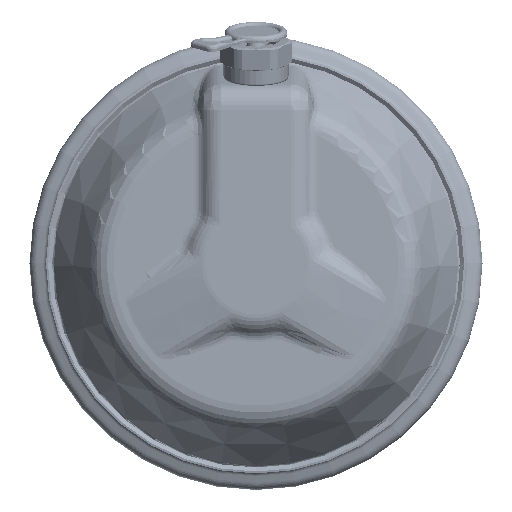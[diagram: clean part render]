
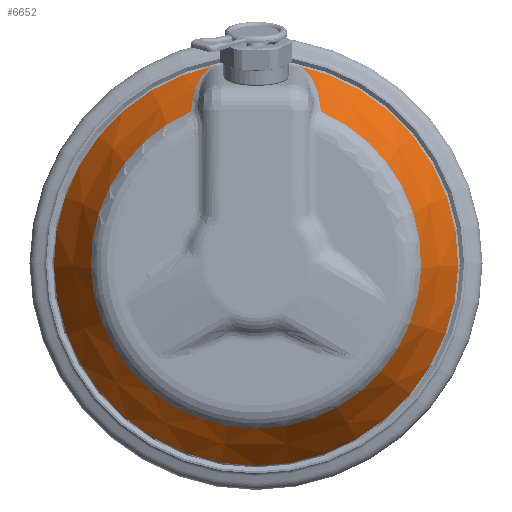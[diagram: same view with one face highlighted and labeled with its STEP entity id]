
A CAD part, front view. The second image highlights one B-rep face of the part: STEP entity #6652.
In plain terms, the highlighted conical face has half-angle 30 degrees and reference radius 66.333 mm.
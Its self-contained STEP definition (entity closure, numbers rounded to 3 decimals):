
#43=CARTESIAN_POINT('',(0.,0.,-3.75));
#44=DIRECTION('',(0.,0.,-1.));
#45=DIRECTION('',(0.,1.,0.));
#46=AXIS2_PLACEMENT_3D('',#43,#44,#45);
#52=CARTESIAN_POINT('',(0.,0.,-3.75));
#53=DIRECTION('',(0.,0.,-1.));
#54=DIRECTION('',(-0.198,-0.98,0.));
#55=AXIS2_PLACEMENT_3D('',#52,#53,#54);
#60=CARTESIAN_POINT('',(-14.415,-71.564,-3.75));
#61=CARTESIAN_POINT('',(-14.697,-71.48,-3.795));
#62=CARTESIAN_POINT('',(-15.297,-71.305,-3.88));
#63=CARTESIAN_POINT('',(-16.171,-70.879,-4.275));
#64=CARTESIAN_POINT('',(-17.012,-70.34,-4.85));
#65=CARTESIAN_POINT('',(-17.81,-69.687,-5.614));
#66=CARTESIAN_POINT('',(-18.561,-68.933,-6.547));
#67=CARTESIAN_POINT('',(-19.264,-68.083,-7.641));
#68=CARTESIAN_POINT('',(-19.927,-67.133,-8.904));
#69=CARTESIAN_POINT('',(-20.543,-66.086,-10.327));
#70=CARTESIAN_POINT('',(-21.112,-64.946,-11.911));
#71=CARTESIAN_POINT('',(-21.635,-63.7,-13.673));
#72=CARTESIAN_POINT('',(-22.11,-62.343,-15.624));
#73=CARTESIAN_POINT('',(-22.532,-60.867,-17.779));
#74=CARTESIAN_POINT('',(-22.892,-59.266,-20.151));
#75=CARTESIAN_POINT('',(-23.187,-57.532,-22.759));
#76=CARTESIAN_POINT('',(-23.322,-56.28,-24.675));
#77=CARTESIAN_POINT('',(-23.383,-55.628,-25.674));
#82=CARTESIAN_POINT('',(0.,0.,-26.85));
#83=DIRECTION('',(0.,0.,-1.));
#84=DIRECTION('',(-0.392,-0.92,0.));
#85=AXIS2_PLACEMENT_3D('',#82,#83,#84);
#125=CARTESIAN_POINT('',(23.383,-55.628,-25.675));
#126=CARTESIAN_POINT('',(23.365,-55.837,-25.353));
#127=CARTESIAN_POINT('',(23.323,-56.285,-24.665));
#128=CARTESIAN_POINT('',(23.235,-57.056,-23.489));
#129=CARTESIAN_POINT('',(23.118,-57.906,-22.199));
#130=CARTESIAN_POINT('',(22.965,-58.824,-20.816));
#131=CARTESIAN_POINT('',(22.773,-59.798,-19.363));
#132=CARTESIAN_POINT('',(22.537,-60.812,-17.863));
#133=CARTESIAN_POINT('',(22.253,-61.853,-16.338));
#134=CARTESIAN_POINT('',(21.918,-62.906,-14.812));
#135=CARTESIAN_POINT('',(21.529,-63.957,-13.308));
#136=CARTESIAN_POINT('',(21.087,-64.992,-11.848));
#137=CARTESIAN_POINT('',(20.589,-65.995,-10.453));
#138=CARTESIAN_POINT('',(20.036,-66.954,-9.145));
#139=CARTESIAN_POINT('',(19.436,-67.848,-7.951));
#140=CARTESIAN_POINT('',(18.806,-68.649,-6.91));
#141=CARTESIAN_POINT('',(18.158,-69.35,-6.028));
#142=CARTESIAN_POINT('',(17.491,-69.959,-5.292));
#143=CARTESIAN_POINT('',(16.794,-70.488,-4.688));
#144=CARTESIAN_POINT('',(16.043,-70.947,-4.208));
#145=CARTESIAN_POINT('',(15.228,-71.323,-3.874));
#146=CARTESIAN_POINT('',(14.675,-71.499,-3.771));
#147=CARTESIAN_POINT('',(14.398,-71.567,-3.75));
#198=CARTESIAN_POINT('',(23.398,-54.885,-26.85));
#199=CARTESIAN_POINT('',(23.401,-54.967,-26.718));
#200=CARTESIAN_POINT('',(23.405,-55.13,-26.454));
#201=CARTESIAN_POINT('',(23.4,-55.386,-26.05));
#202=CARTESIAN_POINT('',(23.389,-55.548,-25.798));
#203=CARTESIAN_POINT('',(23.383,-55.628,-25.675));
#302=CARTESIAN_POINT('',(-23.398,-54.885,
-26.85));
#332=CARTESIAN_POINT('',(-23.383,-55.628,
-25.674));
#333=CARTESIAN_POINT('',(-23.389,-55.548,
-25.798));
#334=CARTESIAN_POINT('',(-23.4,-55.386,
-26.05));
#335=CARTESIAN_POINT('',(-23.405,-55.13,
-26.454));
#336=CARTESIAN_POINT('',(-23.401,-54.967,
-26.718));
#337=CARTESIAN_POINT('',(-23.398,-54.885,
-26.85));
#6422=VERTEX_POINT('',#302);
#6424=VERTEX_POINT('',#332);
#6432=VERTEX_POINT('',#198);
#6433=VERTEX_POINT('',#203);
#6543=CARTESIAN_POINT('',(0.,73.001,-3.75));
#6544=CARTESIAN_POINT('',(14.402,-71.566,-3.75));
#6545=VERTEX_POINT('',#6543);
#6546=VERTEX_POINT('',#6544);
#6590=CARTESIAN_POINT('',(-14.426,-71.561,-3.75));
#6591=VERTEX_POINT('',#6590);
#6631=CARTESIAN_POINT('',(0.,0.,-15.3));
#6632=DIRECTION('',(0.,0.,1.));
#6633=DIRECTION('',(0.,1.,0.));
#6634=AXIS2_PLACEMENT_3D('',#6631,#6632,#6633);
#6635=CONICAL_SURFACE('',#6634,66.333,30.);
#6637=ORIENTED_EDGE('',*,*,#6636,.F.);
#6639=ORIENTED_EDGE('',*,*,#6638,.F.);
#6641=ORIENTED_EDGE('',*,*,#6640,.T.);
#6643=ORIENTED_EDGE('',*,*,#6642,.T.);
#6645=ORIENTED_EDGE('',*,*,#6644,.T.);
#6647=ORIENTED_EDGE('',*,*,#6646,.T.);
#6649=ORIENTED_EDGE('',*,*,#6648,.T.);
#6650=EDGE_LOOP('',(#6637,#6639,#6641,#6643,#6645,#6647,#6649));
#6651=FACE_OUTER_BOUND('',#6650,.F.);
#47=CIRCLE('',#46,73.001);
#56=CIRCLE('',#55,73.001);
#78=B_SPLINE_CURVE_WITH_KNOTS('',3,(#60,#61,#62,#63,#64,#65,#66,#67,#68,#69,#70,
#71,#72,#73,#74,#75,#76,#77),.UNSPECIFIED.,.F.,.F.,(4,1,1,1,1,1,1,1,1,1,1,1,1,1,
1,4),(0.,0.067,0.133,0.2,0.267,
0.333,0.4,0.467,0.533,0.6,
0.667,0.733,0.8,0.867,0.933,
1.),.UNSPECIFIED.);
#86=CIRCLE('',#85,59.664);
#148=B_SPLINE_CURVE_WITH_KNOTS('',3,(#125,#126,#127,#128,#129,#130,#131,#132,
#133,#134,#135,#136,#137,#138,#139,#140,#141,#142,#143,#144,#145,#146,#147),
.UNSPECIFIED.,.F.,.F.,(4,1,1,1,1,1,1,1,1,1,1,1,1,1,1,1,1,1,1,1,4),(0.,0.05,
0.1,0.15,0.2,0.25,0.3,0.35,0.4,0.45,0.5,0.55,0.6,0.65,
0.7,0.75,0.8,0.85,0.9,0.95,1.),.UNSPECIFIED.);
#204=B_SPLINE_CURVE_WITH_KNOTS('',3,(#198,#199,#200,#201,#202,#203),
.UNSPECIFIED.,.F.,.F.,(4,1,1,4),(0.,0.333,0.667,1.),
.UNSPECIFIED.);
#338=B_SPLINE_CURVE_WITH_KNOTS('',3,(#332,#333,#334,#335,#336,#337),
.UNSPECIFIED.,.F.,.F.,(4,1,1,4),(0.,0.333,0.667,1.),
.UNSPECIFIED.);
#6636=EDGE_CURVE('',#6545,#6546,#47,.T.);
#6638=EDGE_CURVE('',#6591,#6545,#56,.T.);
#6640=EDGE_CURVE('',#6591,#6424,#78,.T.);
#6642=EDGE_CURVE('',#6424,#6422,#338,.T.);
#6644=EDGE_CURVE('',#6422,#6432,#86,.T.);
#6646=EDGE_CURVE('',#6432,#6433,#204,.T.);
#6648=EDGE_CURVE('',#6433,#6546,#148,.T.);
#6652=ADVANCED_FACE('',(#6651),#6635,.T.);
